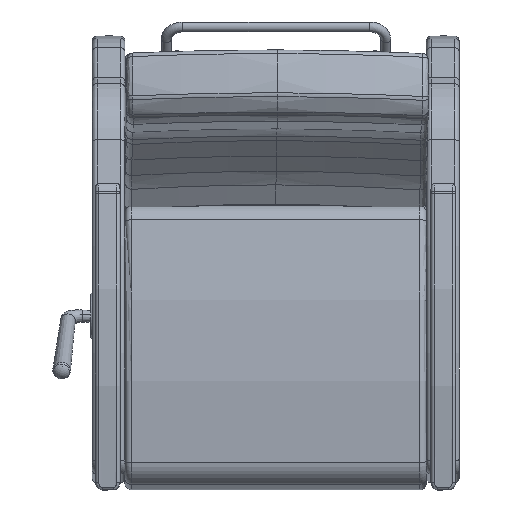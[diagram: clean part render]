
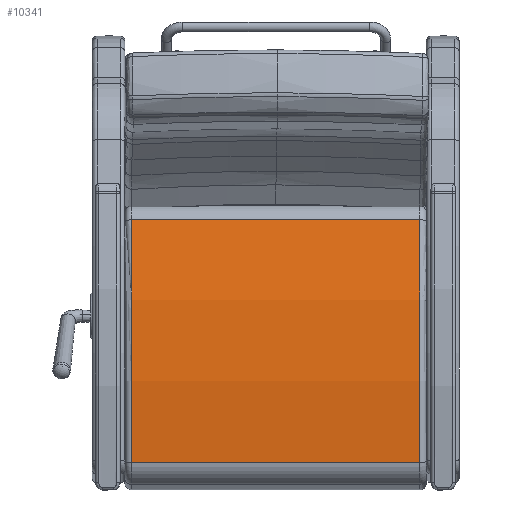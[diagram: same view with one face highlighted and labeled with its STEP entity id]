
A CAD part, front view. The second image highlights one B-rep face of the part: STEP entity #10341.
In plain terms, the highlighted cylindrical face has radius 1438.96 mm (diameter 2877.93 mm), a partial arc.
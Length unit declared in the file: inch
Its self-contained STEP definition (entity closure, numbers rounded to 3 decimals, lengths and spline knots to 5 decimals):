
#1529=FACE_OUTER_BOUND('',#2224,.T.);
#2224=EDGE_LOOP('',(#8828,#8829,#8830,#8831));
#2800=LINE('',#25287,#3309);
#2801=LINE('',#25291,#3310);
#3309=VECTOR('',#14376,0.3937);
#3310=VECTOR('',#14381,0.3937);
#3974=CIRCLE('',#11700,56.65208);
#3979=CIRCLE('',#11714,56.65208);
#4837=VERTEX_POINT('',#25207);
#4838=VERTEX_POINT('',#25228);
#4849=VERTEX_POINT('',#25286);
#4850=VERTEX_POINT('',#25290);
#6202=EDGE_CURVE('',#4837,#4838,#3974,.T.);
#6219=EDGE_CURVE('',#4838,#4849,#2800,.T.);
#6221=EDGE_CURVE('',#4837,#4850,#2801,.T.);
#6222=EDGE_CURVE('',#4849,#4850,#3979,.T.);
#8828=ORIENTED_EDGE('',*,*,#6202,.F.);
#8829=ORIENTED_EDGE('',*,*,#6221,.T.);
#8830=ORIENTED_EDGE('',*,*,#6222,.F.);
#8831=ORIENTED_EDGE('',*,*,#6219,.F.);
#9818=CYLINDRICAL_SURFACE('',#11713,56.65208);
#10341=ADVANCED_FACE('',(#1529),#9818,.T.);
#11700=AXIS2_PLACEMENT_3D('',#25229,#14343,#14344);
#11713=AXIS2_PLACEMENT_3D('',#25289,#14379,#14380);
#11714=AXIS2_PLACEMENT_3D('',#25292,#14382,#14383);
#14343=DIRECTION('center_axis',(-1.,0.,0.));
#14344=DIRECTION('ref_axis',(0.,0.999,0.053));
#14376=DIRECTION('',(1.,0.,0.));
#14379=DIRECTION('center_axis',(1.,0.,0.));
#14380=DIRECTION('ref_axis',(0.,-0.994,0.111));
#14381=DIRECTION('',(1.,0.,0.));
#14382=DIRECTION('center_axis',(1.,0.,0.));
#14383=DIRECTION('ref_axis',(0.,0.999,0.053));
#25207=CARTESIAN_POINT('',(0.5,2.48109,9.11058));
#25228=CARTESIAN_POINT('',(0.5,3.4581,-9.39684));
#25229=CARTESIAN_POINT('Origin',(0.5,-52.84177,-3.0894));
#25286=CARTESIAN_POINT('',(22.5,3.4581,-9.39684));
#25287=CARTESIAN_POINT('',(0.,3.4581,-9.39684));
#25289=CARTESIAN_POINT('Origin',(0.,-52.84177,-3.0894));
#25290=CARTESIAN_POINT('',(22.5,2.48109,9.11058));
#25291=CARTESIAN_POINT('',(0.,2.48109,9.11058));
#25292=CARTESIAN_POINT('Origin',(22.5,-52.84177,-3.0894));
